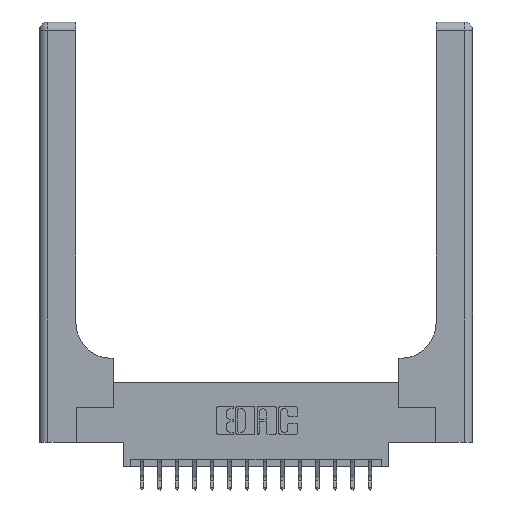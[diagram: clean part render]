
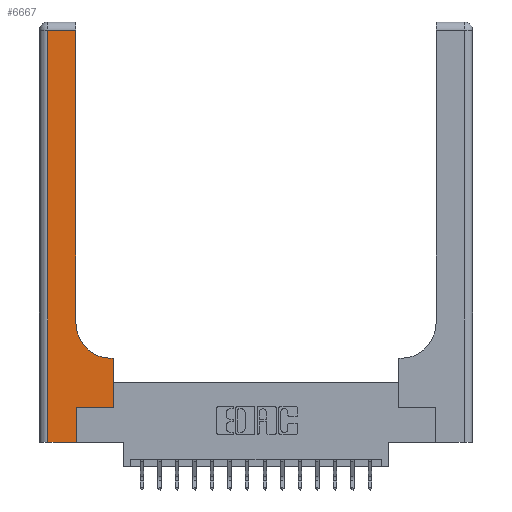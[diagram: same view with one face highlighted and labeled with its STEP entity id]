
A CAD part, top view. The second image highlights one B-rep face of the part: STEP entity #6667.
In plain terms, the highlighted planar face has unit normal (0, 0, 1).
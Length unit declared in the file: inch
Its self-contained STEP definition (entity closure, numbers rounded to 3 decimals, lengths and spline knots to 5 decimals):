
#14 = VERTEX_POINT ( 'NONE', #6914 ) ;
#141 = VERTEX_POINT ( 'NONE', #11671 ) ;
#161 = CARTESIAN_POINT ( 'NONE',  ( 0.265, 0.25, 0.37 ) ) ;
#393 = DIRECTION ( 'NONE',  ( -1., 0., 0. ) ) ;
#582 = CARTESIAN_POINT ( 'NONE',  ( 0.26, 0.85, 0.37 ) ) ;
#1047 = ORIENTED_EDGE ( 'NONE', *, *, #16164, .T. ) ;
#1327 = VERTEX_POINT ( 'NONE', #5775 ) ;
#1429 = VECTOR ( 'NONE', #18009, 39.37008 ) ;
#1497 = ORIENTED_EDGE ( 'NONE', *, *, #14677, .T. ) ;
#1523 = LINE ( 'NONE', #4308, #8134 ) ;
#1615 = EDGE_CURVE ( 'NONE', #141, #8862, #11135, .T. ) ;
#1726 = VECTOR ( 'NONE', #393, 39.37008 ) ;
#1954 = LINE ( 'NONE', #15147, #6472 ) ;
#2095 = VECTOR ( 'NONE', #10790, 39.37008 ) ;
#2356 = ORIENTED_EDGE ( 'NONE', *, *, #12035, .T. ) ;
#2889 = CARTESIAN_POINT ( 'NONE',  ( 0.51, 0.85, 0.37 ) ) ;
#3483 = ORIENTED_EDGE ( 'NONE', *, *, #4566, .T. ) ;
#3844 = EDGE_CURVE ( 'NONE', #14634, #1327, #16176, .T. ) ;
#4308 = CARTESIAN_POINT ( 'NONE',  ( 0.06, 3., 0.37 ) ) ;
#4410 = ORIENTED_EDGE ( 'NONE', *, *, #14400, .T. ) ;
#4566 = EDGE_CURVE ( 'NONE', #9526, #14, #1954, .T. ) ;
#4938 = LINE ( 'NONE', #12130, #2095 ) ;
#4970 = ORIENTED_EDGE ( 'NONE', *, *, #8873, .T. ) ;
#5588 = CIRCLE ( 'NONE', #18126, 0.25 ) ;
#5611 = VECTOR ( 'NONE', #17477, 39.37008 ) ;
#5684 = EDGE_LOOP ( 'NONE', ( #8282, #4410, #18841, #1047, #8940, #2356, #3483, #1497, #4970 ) ) ;
#5687 = VECTOR ( 'NONE', #7027, 39.37008 ) ;
#5775 = CARTESIAN_POINT ( 'NONE',  ( 0.26, 2.94, 0.37 ) ) ;
#5848 = AXIS2_PLACEMENT_3D ( 'NONE', #6203, #13056, #11601 ) ;
#6203 = CARTESIAN_POINT ( 'NONE',  ( 0., 3., 0.37 ) ) ;
#6294 = LINE ( 'NONE', #161, #5611 ) ;
#6457 = VECTOR ( 'NONE', #14741, 39.37008 ) ;
#6472 = VECTOR ( 'NONE', #7419, 39.37008 ) ;
#6667 = ADVANCED_FACE ( 'NONE', ( #15911 ), #13503, .F. ) ;
#6914 = CARTESIAN_POINT ( 'NONE',  ( 0.528, 0.6, 0.37 ) ) ;
#7004 = DIRECTION ( 'NONE',  ( 0., -1., 0. ) ) ;
#7027 = DIRECTION ( 'NONE',  ( -1., 0., 0. ) ) ;
#7419 = DIRECTION ( 'NONE',  ( 0., 1., 0. ) ) ;
#7974 = CARTESIAN_POINT ( 'NONE',  ( 0.26, 0.6, 0.37 ) ) ;
#8134 = VECTOR ( 'NONE', #7004, 39.37008 ) ;
#8272 = LINE ( 'NONE', #11131, #5687 ) ;
#8282 = ORIENTED_EDGE ( 'NONE', *, *, #3844, .T. ) ;
#8679 = CARTESIAN_POINT ( 'NONE',  ( 0.51, 0.6, 0.37 ) ) ;
#8741 = DIRECTION ( 'NONE',  ( 0., 0., -1. ) ) ;
#8862 = VERTEX_POINT ( 'NONE', #16004 ) ;
#8873 = EDGE_CURVE ( 'NONE', #9960, #14634, #5588, .T. ) ;
#8911 = CARTESIAN_POINT ( 'NONE',  ( 0.26, 3., 0.37 ) ) ;
#8940 = ORIENTED_EDGE ( 'NONE', *, *, #1615, .T. ) ;
#9238 = CARTESIAN_POINT ( 'NONE',  ( 0.265, 0., 0.37 ) ) ;
#9526 = VERTEX_POINT ( 'NONE', #10117 ) ;
#9600 = VERTEX_POINT ( 'NONE', #15863 ) ;
#9960 = VERTEX_POINT ( 'NONE', #8679 ) ;
#10117 = CARTESIAN_POINT ( 'NONE',  ( 0.528, 0.25, 0.37 ) ) ;
#10790 = DIRECTION ( 'NONE',  ( 1., 0., 0. ) ) ;
#11131 = CARTESIAN_POINT ( 'NONE',  ( 0., 2.94, 0.37 ) ) ;
#11135 = LINE ( 'NONE', #9238, #1429 ) ;
#11601 = DIRECTION ( 'NONE',  ( -1., 0., 0. ) ) ;
#11671 = CARTESIAN_POINT ( 'NONE',  ( 0.265, 0., 0.37 ) ) ;
#12010 = VERTEX_POINT ( 'NONE', #17851 ) ;
#12035 = EDGE_CURVE ( 'NONE', #8862, #9526, #6294, .T. ) ;
#12130 = CARTESIAN_POINT ( 'NONE',  ( 0., 0., 0.37 ) ) ;
#13056 = DIRECTION ( 'NONE',  ( 0., 0., -1. ) ) ;
#13156 = EDGE_CURVE ( 'NONE', #12010, #9600, #1523, .T. ) ;
#13503 = PLANE ( 'NONE',  #5848 ) ;
#14400 = EDGE_CURVE ( 'NONE', #1327, #12010, #8272, .T. ) ;
#14568 = DIRECTION ( 'NONE',  ( 1., 0., 0. ) ) ;
#14634 = VERTEX_POINT ( 'NONE', #582 ) ;
#14677 = EDGE_CURVE ( 'NONE', #14, #9960, #14945, .T. ) ;
#14741 = DIRECTION ( 'NONE',  ( 0., 1., 0. ) ) ;
#14945 = LINE ( 'NONE', #7974, #1726 ) ;
#15147 = CARTESIAN_POINT ( 'NONE',  ( 0.528, 0.25, 0.37 ) ) ;
#15863 = CARTESIAN_POINT ( 'NONE',  ( 0.06, 0., 0.37 ) ) ;
#15911 = FACE_OUTER_BOUND ( 'NONE', #5684, .T. ) ;
#16004 = CARTESIAN_POINT ( 'NONE',  ( 0.265, 0.25, 0.37 ) ) ;
#16164 = EDGE_CURVE ( 'NONE', #9600, #141, #4938, .T. ) ;
#16176 = LINE ( 'NONE', #8911, #6457 ) ;
#17477 = DIRECTION ( 'NONE',  ( 1., 0., 0. ) ) ;
#17851 = CARTESIAN_POINT ( 'NONE',  ( 0.06, 2.94, 0.37 ) ) ;
#18009 = DIRECTION ( 'NONE',  ( 0., 1., 0. ) ) ;
#18126 = AXIS2_PLACEMENT_3D ( 'NONE', #2889, #8741, #14568 ) ;
#18841 = ORIENTED_EDGE ( 'NONE', *, *, #13156, .T. ) ;
